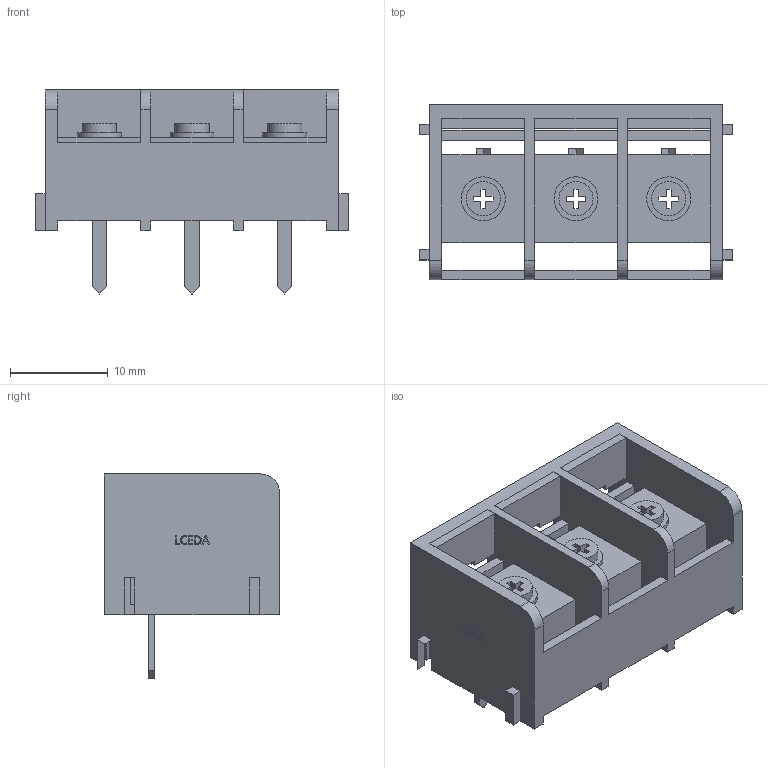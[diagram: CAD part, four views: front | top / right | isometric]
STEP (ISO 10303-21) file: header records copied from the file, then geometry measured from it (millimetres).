
FILE_DESCRIPTION (( 'STEP AP214' ), '1' );
FILE_NAME ('HB9500-9.5-3P.STEP', '2024-03-01T05:07:14', ( '' ), ( '' ), 'SwSTEP 2.0', 'SolidWorks 2022', '' );
FILE_SCHEMA (( 'AUTOMOTIVE_DESIGN' ));
Length unit declared in the file: millimetre
Products named in the file (1): HB9500-9.5-3P
Bounding box: 32.1 x 18 x 20.9 mm (x, y, z)
Surface area: 3953.2 mm2 (no closed solid volume)
Topology: 0 solids, 25 shells, 190 faces, 850 edges, 670 vertices
Faces by surface type: plane 170, cylinder 16, bspline 4
Entity records: 11002 total; most frequent: CARTESIAN_POINT 2399, ORIENTED_EDGE 1225, DIRECTION 1136, EDGE_CURVE 850, LINE 698, VECTOR 698, VERTEX_POINT 670, AXIS2_PLACEMENT_3D 219
